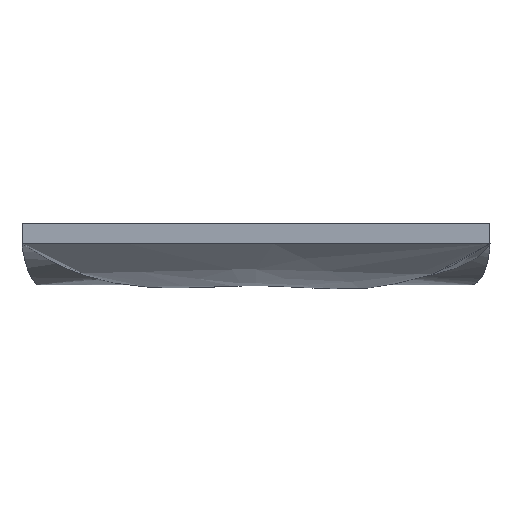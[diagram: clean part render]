
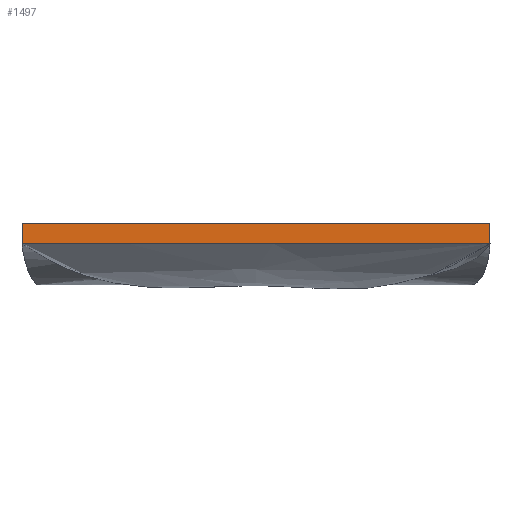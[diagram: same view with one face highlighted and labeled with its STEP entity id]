
A CAD part, front view. The second image highlights one B-rep face of the part: STEP entity #1497.
In plain terms, the highlighted planar face has unit normal (0.001, -1, 0).
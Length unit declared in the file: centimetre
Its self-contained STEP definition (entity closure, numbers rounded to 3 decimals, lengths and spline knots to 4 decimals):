
#8 = DIRECTION ( 'NONE',  ( 0., 0., 1. ) ) ;
#80 = LINE ( 'NONE', #344, #3234 ) ;
#248 = CARTESIAN_POINT ( 'NONE',  ( -5.6662, -11.3853, 20.7778 ) ) ;
#255 = LINE ( 'NONE', #2217, #1810 ) ;
#274 = CARTESIAN_POINT ( 'NONE',  ( 39.908, -11.3426, 18.7778 ) ) ;
#344 = CARTESIAN_POINT ( 'NONE',  ( 39.908, -11.3426, 18.7778 ) ) ;
#610 = VERTEX_POINT ( 'NONE', #274 ) ;
#653 = ORIENTED_EDGE ( 'NONE', *, *, #1729, .F. ) ;
#802 = CARTESIAN_POINT ( 'NONE',  ( 39.908, -11.3426, 20.7778 ) ) ;
#817 = DIRECTION ( 'NONE',  ( 1., 0.001, 0. ) ) ;
#1044 = PLANE ( 'NONE',  #1397 ) ;
#1138 = DIRECTION ( 'NONE',  ( 1., 0.001, 0. ) ) ;
#1261 = CARTESIAN_POINT ( 'NONE',  ( -5.6662, -11.3853, 18.7778 ) ) ;
#1396 = CARTESIAN_POINT ( 'NONE',  ( 39.908, -11.3426, 18.7778 ) ) ;
#1397 = AXIS2_PLACEMENT_3D ( 'NONE', #2167, #2535, #3078 ) ;
#1411 = EDGE_CURVE ( 'NONE', #3326, #2032, #2365, .T. ) ;
#1430 = LINE ( 'NONE', #1396, #1757 ) ;
#1442 = ORIENTED_EDGE ( 'NONE', *, *, #1844, .T. ) ;
#1497 = ADVANCED_FACE ( 'NONE', ( #3580 ), #1044, .T. ) ;
#1584 = ORIENTED_EDGE ( 'NONE', *, *, #1411, .F. ) ;
#1729 = EDGE_CURVE ( 'NONE', #2032, #3469, #255, .T. ) ;
#1757 = VECTOR ( 'NONE', #1138, 100. ) ;
#1810 = VECTOR ( 'NONE', #817, 100. ) ;
#1818 = DIRECTION ( 'NONE',  ( 0., 0., 1. ) ) ;
#1844 = EDGE_CURVE ( 'NONE', #3326, #610, #1430, .T. ) ;
#1902 = CARTESIAN_POINT ( 'NONE',  ( -5.6662, -11.3853, 18.7778 ) ) ;
#2032 = VERTEX_POINT ( 'NONE', #248 ) ;
#2167 = CARTESIAN_POINT ( 'NONE',  ( 39.908, -11.3426, 18.7778 ) ) ;
#2217 = CARTESIAN_POINT ( 'NONE',  ( 39.908, -11.3426, 20.7778 ) ) ;
#2365 = LINE ( 'NONE', #1261, #3657 ) ;
#2482 = ORIENTED_EDGE ( 'NONE', *, *, #3152, .T. ) ;
#2535 = DIRECTION ( 'NONE',  ( 0.001, -1., 0. ) ) ;
#3078 = DIRECTION ( 'NONE',  ( 1., 0.001, 0. ) ) ;
#3152 = EDGE_CURVE ( 'NONE', #610, #3469, #80, .T. ) ;
#3153 = EDGE_LOOP ( 'NONE', ( #653, #1584, #1442, #2482 ) ) ;
#3234 = VECTOR ( 'NONE', #8, 100. ) ;
#3326 = VERTEX_POINT ( 'NONE', #1902 ) ;
#3469 = VERTEX_POINT ( 'NONE', #802 ) ;
#3580 = FACE_OUTER_BOUND ( 'NONE', #3153, .T. ) ;
#3657 = VECTOR ( 'NONE', #1818, 100. ) ;
